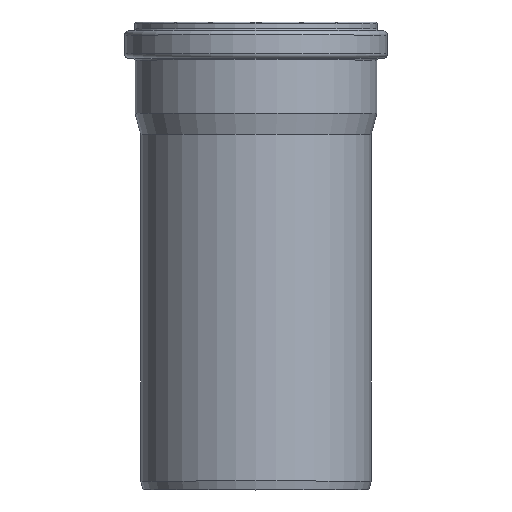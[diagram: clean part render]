
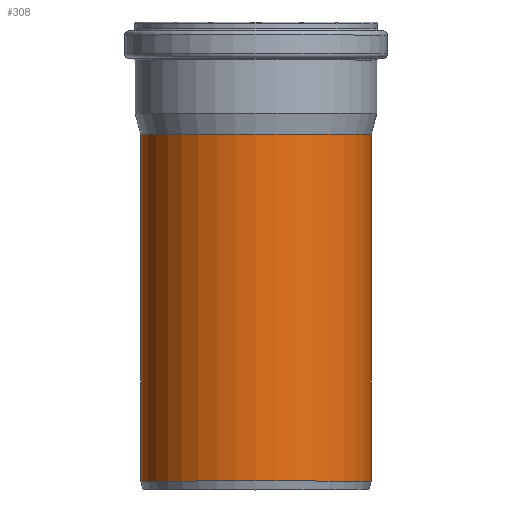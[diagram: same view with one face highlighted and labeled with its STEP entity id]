
A CAD part, top view. The second image highlights one B-rep face of the part: STEP entity #308.
In plain terms, the highlighted cylindrical face has radius 80.05 mm (diameter 160.1 mm), a full revolution.
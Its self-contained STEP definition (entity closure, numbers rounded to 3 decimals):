
#26=CYLINDRICAL_SURFACE('',#343,80.05);
#40=FACE_BOUND('',#102,.T.);
#69=FACE_OUTER_BOUND('',#101,.T.);
#101=EDGE_LOOP('',(#246));
#102=EDGE_LOOP('',(#247));
#154=CIRCLE('',#338,80.05);
#157=CIRCLE('',#344,80.05);
#183=VERTEX_POINT('',#516);
#186=VERTEX_POINT('',#525);
#212=EDGE_CURVE('',#183,#183,#154,.T.);
#215=EDGE_CURVE('',#186,#186,#157,.T.);
#246=ORIENTED_EDGE('',*,*,#212,.F.);
#247=ORIENTED_EDGE('',*,*,#215,.T.);
#308=ADVANCED_FACE('',(#69,#40),#26,.T.);
#338=AXIS2_PLACEMENT_3D('',#517,#400,#401);
#343=AXIS2_PLACEMENT_3D('',#524,#410,#411);
#344=AXIS2_PLACEMENT_3D('',#526,#412,#413);
#400=DIRECTION('center_axis',(0.,-1.,0.));
#401=DIRECTION('ref_axis',(1.,0.,0.));
#410=DIRECTION('center_axis',(0.,-1.,0.));
#411=DIRECTION('ref_axis',(1.,0.,0.));
#412=DIRECTION('center_axis',(0.,-1.,0.));
#413=DIRECTION('ref_axis',(1.,0.,0.));
#516=CARTESIAN_POINT('',(80.05,-239.866,0.));
#517=CARTESIAN_POINT('Origin',(0.,-239.866,0.));
#524=CARTESIAN_POINT('Origin',(0.,0.516,0.));
#525=CARTESIAN_POINT('',(80.05,1.032,0.));
#526=CARTESIAN_POINT('Origin',(0.,1.032,0.));
